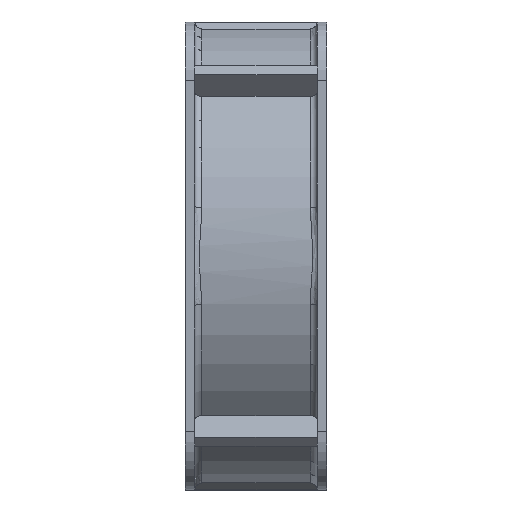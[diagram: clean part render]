
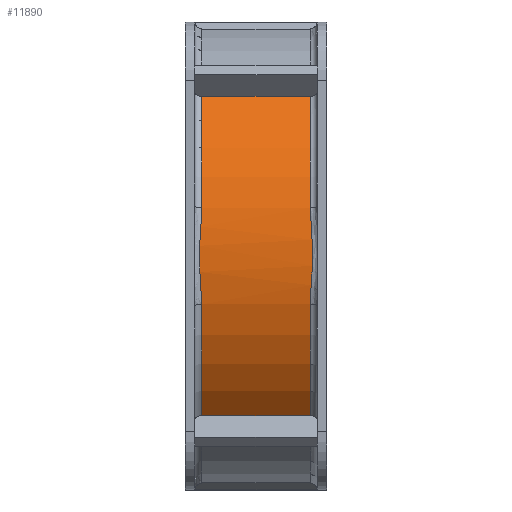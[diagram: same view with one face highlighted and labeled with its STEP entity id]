
A CAD part, front view. The second image highlights one B-rep face of the part: STEP entity #11890.
In plain terms, the highlighted cylindrical face has radius 99.5 mm (diameter 199 mm), a partial arc.
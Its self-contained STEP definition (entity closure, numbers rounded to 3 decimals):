
#1739=CARTESIAN_POINT('',(-49.5,0.,0.));
#1740=DIRECTION('',(1.,0.,0.));
#1741=DIRECTION('',(0.,-0.726,0.687));
#1742=AXIS2_PLACEMENT_3D('',#1739,#1740,#1741);
#1753=CARTESIAN_POINT('',(-49.5,-97.316,
-20.733));
#1754=CARTESIAN_POINT('',(-49.5,-97.499,
-19.875));
#1755=CARTESIAN_POINT('',(-49.535,-97.841,
-18.155));
#1756=CARTESIAN_POINT('',(-49.701,-98.435,
-14.703));
#1757=CARTESIAN_POINT('',(-49.96,-98.891,
-11.232));
#1758=CARTESIAN_POINT('',(-50.215,-99.209,
-7.751));
#1759=CARTESIAN_POINT('',(-50.436,-99.436,
-4.254));
#1760=CARTESIAN_POINT('',(-50.572,-99.545,
0.101));
#1761=CARTESIAN_POINT('',(-50.397,-99.404,
5.295));
#1762=CARTESIAN_POINT('',(-50.016,-98.994,
10.461));
#1763=CARTESIAN_POINT('',(-49.699,-98.427,
14.749));
#1764=CARTESIAN_POINT('',(-49.535,-97.838,
18.171));
#1765=CARTESIAN_POINT('',(-49.5,-97.498,
19.88));
#1766=CARTESIAN_POINT('',(-49.5,-97.316,
20.733));
#1768=DIRECTION('',(1.,0.,0.));
#1769=VECTOR('',#1768,46.5);
#1770=CARTESIAN_POINT('',(-49.5,-72.275,
68.386));
#1771=LINE('',#1770,#1769);
#1772=CARTESIAN_POINT('',(-3.,-97.316,
20.733));
#1773=CARTESIAN_POINT('',(-3.,-97.498,
19.88));
#1774=CARTESIAN_POINT('',(-2.965,-97.838,
18.171));
#1775=CARTESIAN_POINT('',(-2.801,-98.427,
14.749));
#1776=CARTESIAN_POINT('',(-2.484,-98.994,
10.461));
#1777=CARTESIAN_POINT('',(-2.103,-99.404,
5.295));
#1778=CARTESIAN_POINT('',(-1.928,-99.545,
0.101));
#1779=CARTESIAN_POINT('',(-2.064,-99.436,
-4.254));
#1780=CARTESIAN_POINT('',(-2.285,-99.209,
-7.751));
#1781=CARTESIAN_POINT('',(-2.54,-98.891,
-11.232));
#1782=CARTESIAN_POINT('',(-2.799,-98.435,
-14.703));
#1783=CARTESIAN_POINT('',(-2.965,-97.841,
-18.155));
#1784=CARTESIAN_POINT('',(-3.,-97.499,
-19.875));
#1785=CARTESIAN_POINT('',(-3.,-97.316,
-20.733));
#1787=DIRECTION('',(-1.,0.,0.));
#1788=VECTOR('',#1787,46.5);
#1789=CARTESIAN_POINT('',(-3.,-72.275,
-68.386));
#1790=LINE('',#1789,#1788);
#1791=CARTESIAN_POINT('',(-49.5,0.,0.));
#1792=DIRECTION('',(1.,0.,0.));
#1793=DIRECTION('',(0.,-0.978,-0.208));
#1794=AXIS2_PLACEMENT_3D('',#1791,#1792,#1793);
#1933=CARTESIAN_POINT('',(-3.,0.,0.));
#1934=DIRECTION('',(-1.,0.,0.));
#1935=DIRECTION('',(0.,-0.726,-0.687));
#1936=AXIS2_PLACEMENT_3D('',#1933,#1934,#1935);
#1961=CARTESIAN_POINT('',(-3.,0.,0.));
#1962=DIRECTION('',(-1.,0.,0.));
#1963=DIRECTION('',(0.,-0.978,0.208));
#1964=AXIS2_PLACEMENT_3D('',#1961,#1962,#1963);
#8668=CARTESIAN_POINT('',(-49.5,-72.275,68.386));
#8669=CARTESIAN_POINT('',(-49.5,-97.316,20.733));
#8670=VERTEX_POINT('',#8668);
#8671=VERTEX_POINT('',#8669);
#8672=CARTESIAN_POINT('',(-49.5,-97.316,-20.733));
#8673=CARTESIAN_POINT('',(-49.5,-72.275,-68.386));
#8674=VERTEX_POINT('',#8672);
#8675=VERTEX_POINT('',#8673);
#8676=CARTESIAN_POINT('',(-3.,-72.275,
68.386));
#8677=VERTEX_POINT('',#8676);
#8678=CARTESIAN_POINT('',(-3.,-97.316,20.733));
#8679=VERTEX_POINT('',#8678);
#8680=VERTEX_POINT('',#1785);
#8681=CARTESIAN_POINT('',(-3.,-72.275,-68.386));
#8682=VERTEX_POINT('',#8681);
#11868=CARTESIAN_POINT('',(-26.25,0.,0.));
#11869=DIRECTION('',(1.,0.,0.));
#11870=DIRECTION('',(0.,0.,-1.));
#11871=AXIS2_PLACEMENT_3D('',#11868,#11869,#11870);
#11872=CYLINDRICAL_SURFACE('',#11871,99.5);
#11874=ORIENTED_EDGE('',*,*,#11873,.F.);
#11876=ORIENTED_EDGE('',*,*,#11875,.T.);
#11877=ORIENTED_EDGE('',*,*,#11858,.F.);
#11879=ORIENTED_EDGE('',*,*,#11878,.T.);
#11881=ORIENTED_EDGE('',*,*,#11880,.F.);
#11883=ORIENTED_EDGE('',*,*,#11882,.T.);
#11885=ORIENTED_EDGE('',*,*,#11884,.F.);
#11887=ORIENTED_EDGE('',*,*,#11886,.T.);
#11888=EDGE_LOOP('',(#11874,#11876,#11877,#11879,#11881,#11883,#11885,#11887));
#11889=FACE_OUTER_BOUND('',#11888,.F.);
#11890=ADVANCED_FACE('',(#11889),#11872,.T.);
#1743=CIRCLE('',#1742,99.5);
#1767=B_SPLINE_CURVE_WITH_KNOTS('',3,(#1753,#1754,#1755,#1756,#1757,#1758,#1759,
#1760,#1761,#1762,#1763,#1764,#1765,#1766),.UNSPECIFIED.,.F.,.F.,(4,1,1,1,1,1,1,
1,1,1,1,4),(0.,0.062,0.125,0.25,
0.312,0.375,0.5,0.625,
0.75,0.875,0.938,1.),.UNSPECIFIED.);
#1786=B_SPLINE_CURVE_WITH_KNOTS('',3,(#1772,#1773,#1774,#1775,#1776,#1777,#1778,
#1779,#1780,#1781,#1782,#1783,#1784,#1785),.UNSPECIFIED.,.F.,.F.,(4,1,1,1,1,1,1,
1,1,1,1,4),(0.,0.062,0.125,0.25,
0.375,0.5,0.625,0.688,
0.75,0.875,0.938,1.),.UNSPECIFIED.);
#1795=CIRCLE('',#1794,99.5);
#1937=CIRCLE('',#1936,99.5);
#1965=CIRCLE('',#1964,99.5);
#11858=EDGE_CURVE('',#8670,#8671,#1743,.T.);
#11873=EDGE_CURVE('',#8674,#8675,#1795,.T.);
#11875=EDGE_CURVE('',#8674,#8671,#1767,.T.);
#11878=EDGE_CURVE('',#8670,#8677,#1771,.T.);
#11880=EDGE_CURVE('',#8679,#8677,#1965,.T.);
#11882=EDGE_CURVE('',#8679,#8680,#1786,.T.);
#11884=EDGE_CURVE('',#8682,#8680,#1937,.T.);
#11886=EDGE_CURVE('',#8682,#8675,#1790,.T.);
